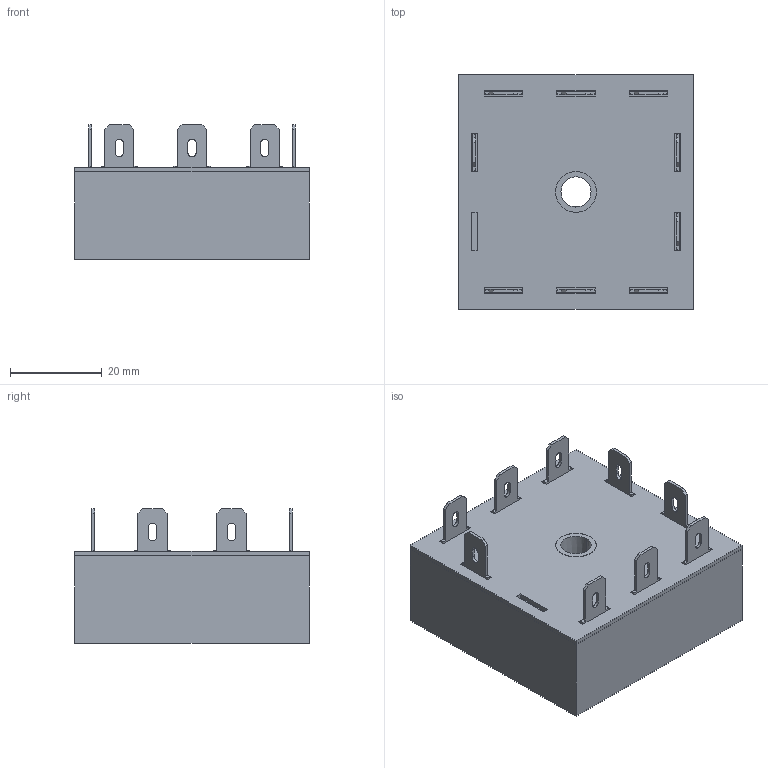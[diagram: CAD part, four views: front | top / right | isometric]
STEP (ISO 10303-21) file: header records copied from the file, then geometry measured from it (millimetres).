
FILE_DESCRIPTION (( 'STEP AP203' ), '1' );
FILE_NAME ('T2R-M2-ADJ-240U.step', '2021-09-09T11:41:48', ( '' ), ( '' ), 'SwSTEP 2.0', 'SolidWorks 2021', '' );
FILE_SCHEMA (( 'CONFIG_CONTROL_DESIGN' ));
Length unit declared in the file: millimetre
Products named in the file (1): T2R-M2-ADJ-240U
Bounding box: 51.31 x 51.31 x 29.46 mm (x, y, z)
Volume: 11178 mm3; surface area: 23300.9 mm2
Topology: 11 solids, 11 shells, 280 faces, 768 edges, 512 vertices
Faces by surface type: plane 256, cylinder 22, cone 2
Entity records: 8881 total; most frequent: CARTESIAN_POINT 1561, ORIENTED_EDGE 1536, DIRECTION 1378, EDGE_CURVE 768, LINE 720, VECTOR 720, VERTEX_POINT 512, AXIS2_PLACEMENT_3D 329
